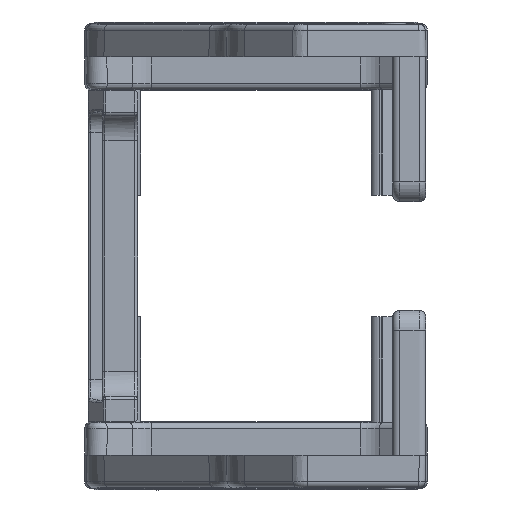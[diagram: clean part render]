
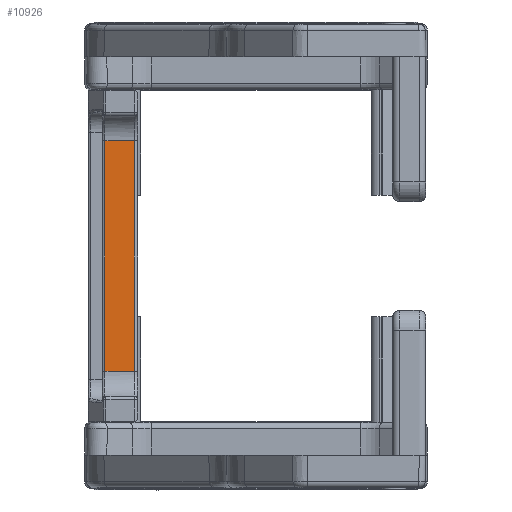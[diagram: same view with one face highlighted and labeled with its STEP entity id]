
A CAD part, left-side view. The second image highlights one B-rep face of the part: STEP entity #10926.
In plain terms, the highlighted planar face has unit normal (-1, 0, 0).
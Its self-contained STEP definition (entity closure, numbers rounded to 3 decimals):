
#549 = CARTESIAN_POINT ( 'NONE',  ( -98.303, 114.361, -24.516 ) ) ;
#4189 = ORIENTED_EDGE ( 'NONE', *, *, #53545, .T. ) ;
#10330 = DIRECTION ( 'NONE',  ( 0., 1., 0. ) ) ;
#10926 = ADVANCED_FACE ( 'NONE', ( #89424 ), #77678, .T. ) ;
#14289 = DIRECTION ( 'NONE',  ( -1., 0., 0. ) ) ;
#16096 = VERTEX_POINT ( 'NONE', #95608 ) ;
#16517 = EDGE_LOOP ( 'NONE', ( #60448, #80057, #62334, #4189 ) ) ;
#16712 = DIRECTION ( 'NONE',  ( 0., 0., -1. ) ) ;
#20636 = VECTOR ( 'NONE', #16712, 1000. ) ;
#24099 = DIRECTION ( 'NONE',  ( 0., 0., 1. ) ) ;
#27450 = CARTESIAN_POINT ( 'NONE',  ( -98.303, 19.399, 10.484 ) ) ;
#31133 = CARTESIAN_POINT ( 'NONE',  ( -98.303, 19.399, -83.066 ) ) ;
#35149 = EDGE_CURVE ( 'NONE', #78041, #101782, #54070, .T. ) ;
#37867 = LINE ( 'NONE', #99868, #62583 ) ;
#47814 = VERTEX_POINT ( 'NONE', #549 ) ;
#53545 = EDGE_CURVE ( 'NONE', #16096, #78041, #96833, .T. ) ;
#54070 = LINE ( 'NONE', #64341, #20636 ) ;
#54616 = DIRECTION ( 'NONE',  ( 0., 0., 1. ) ) ;
#60448 = ORIENTED_EDGE ( 'NONE', *, *, #35149, .T. ) ;
#62334 = ORIENTED_EDGE ( 'NONE', *, *, #74211, .T. ) ;
#62583 = VECTOR ( 'NONE', #100202, 1000. ) ;
#63242 = AXIS2_PLACEMENT_3D ( 'NONE', #31133, #14289, #54616 ) ;
#63856 = CARTESIAN_POINT ( 'NONE',  ( -98.303, 114.361, 11.284 ) ) ;
#64341 = CARTESIAN_POINT ( 'NONE',  ( -98.303, 118.849, -83.066 ) ) ;
#74211 = EDGE_CURVE ( 'NONE', #47814, #16096, #98151, .T. ) ;
#77678 = PLANE ( 'NONE',  #63242 ) ;
#78041 = VERTEX_POINT ( 'NONE', #91063 ) ;
#78963 = EDGE_CURVE ( 'NONE', #47814, #101782, #37867, .T. ) ;
#80057 = ORIENTED_EDGE ( 'NONE', *, *, #78963, .F. ) ;
#87060 = VECTOR ( 'NONE', #24099, 1000. ) ;
#89424 = FACE_OUTER_BOUND ( 'NONE', #16517, .T. ) ;
#91063 = CARTESIAN_POINT ( 'NONE',  ( -98.303, 118.849, 10.484 ) ) ;
#94361 = VECTOR ( 'NONE', #10330, 1000. ) ;
#95608 = CARTESIAN_POINT ( 'NONE',  ( -98.303, 114.361, 10.484 ) ) ;
#96833 = LINE ( 'NONE', #27450, #94361 ) ;
#98151 = LINE ( 'NONE', #63856, #87060 ) ;
#98871 = CARTESIAN_POINT ( 'NONE',  ( -98.303, 118.849, -24.516 ) ) ;
#99868 = CARTESIAN_POINT ( 'NONE',  ( -98.303, 19.399, -24.516 ) ) ;
#100202 = DIRECTION ( 'NONE',  ( 0., 1., 0. ) ) ;
#101782 = VERTEX_POINT ( 'NONE', #98871 ) ;
